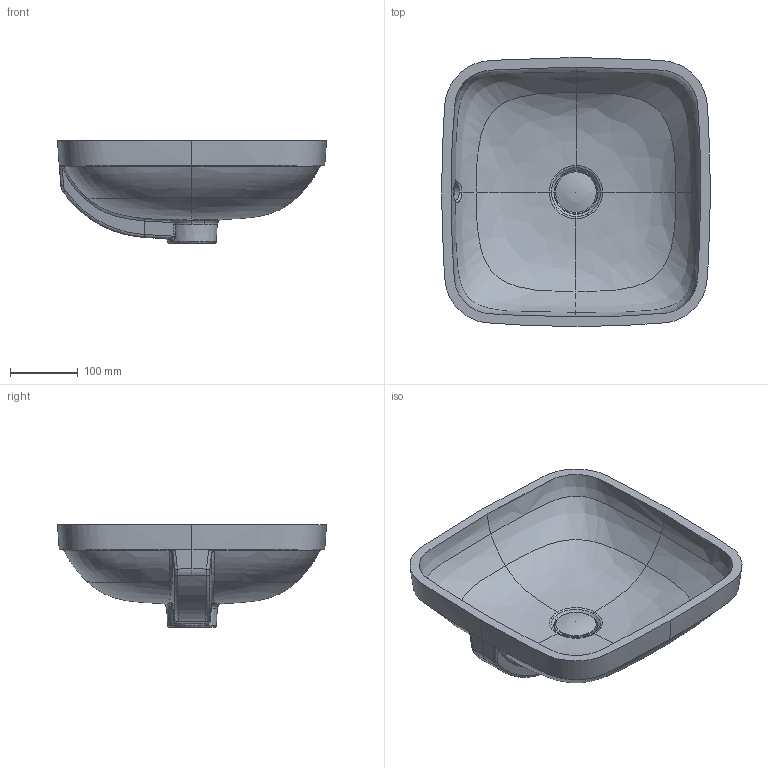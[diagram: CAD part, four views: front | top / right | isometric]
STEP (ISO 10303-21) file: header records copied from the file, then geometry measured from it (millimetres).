
FILE_DESCRIPTION((''),'2;1');
FILE_NAME('037337.stp','2013-05-25T20:28:21',('Administrator'),(''),'Autodesk Inventor 2011','Autodesk Inventor 2011','');
FILE_SCHEMA(('CONFIG_CONTROL_DESIGN'));
Length unit declared in the file: millimetre
Products named in the file (4): 037337; Kelch; Stopfen
Assembly tree (3 placements, depth 2):
  037337
    037337
    Kelch
    Stopfen
Bounding box: 397.71 x 397.71 x 152 mm (x, y, z)
Volume: 2993595.9 mm3; surface area: 488483.1 mm2
Topology: 3 solids, 3 shells, 213 faces, 514 edges, 305 vertices
Faces by surface type: bspline 170, plane 18, cylinder 16, torus 5, cone 4
Full cylindrical faces by diameter (mm): 25 x1, 42 x1, 44 x1, 46.5 x1, 60 x1
Entity records: 57241 total; most frequent: CARTESIAN_POINT 53341, ORIENTED_EDGE 994, EDGE_CURVE 497, DIRECTION 399, B_SPLINE_CURVE_WITH_KNOTS 313, VERTEX_POINT 300, EDGE_LOOP 227, FACE_OUTER_BOUND 213
